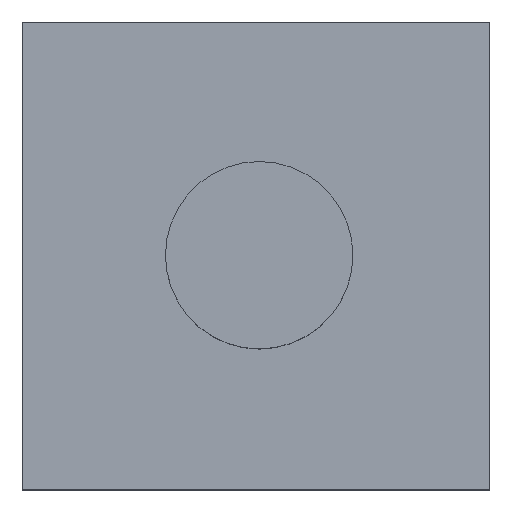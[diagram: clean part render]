
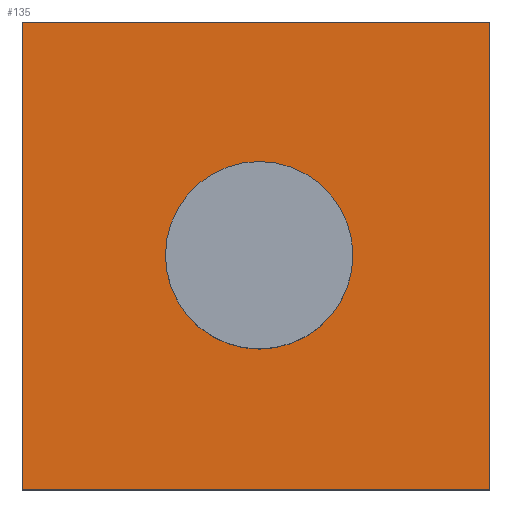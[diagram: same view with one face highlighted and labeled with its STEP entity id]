
A CAD part, top view. The second image highlights one B-rep face of the part: STEP entity #135.
In plain terms, the highlighted planar face has unit normal (0, 0, 1).
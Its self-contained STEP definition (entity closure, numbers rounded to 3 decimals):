
#68=ORIENTED_EDGE('',*,*,#92,.F.);
#69=ORIENTED_EDGE('',*,*,#82,.F.);
#70=ORIENTED_EDGE('',*,*,#91,.F.);
#71=ORIENTED_EDGE('',*,*,#88,.F.);
#72=ORIENTED_EDGE('',*,*,#85,.F.);
#82=EDGE_CURVE('',#96,#97,#153,.T.);
#85=EDGE_CURVE('',#97,#99,#156,.T.);
#88=EDGE_CURVE('',#99,#101,#159,.T.);
#91=EDGE_CURVE('',#101,#96,#162,.T.);
#92=EDGE_CURVE('',#102,#102,#211,.T.);
#96=VERTEX_POINT('',#312);
#97=VERTEX_POINT('',#314);
#99=VERTEX_POINT('',#320);
#101=VERTEX_POINT('',#326);
#102=VERTEX_POINT('',#333);
#108=EDGE_LOOP('',(#68));
#109=EDGE_LOOP('',(#69,#70,#71,#72));
#118=FACE_BOUND('',#108,.T.);
#119=FACE_BOUND('',#109,.T.);
#128=PLANE('',#223);
#135=ADVANCED_FACE('',(#118,#119),#128,.F.);
#153=LINE('',#313,#169);
#156=LINE('',#319,#172);
#159=LINE('',#325,#175);
#162=LINE('',#330,#178);
#169=VECTOR('',#257,1000.);
#172=VECTOR('',#262,1000.);
#175=VECTOR('',#267,1000.);
#178=VECTOR('',#272,1000.);
#211=CIRCLE('',#224,20.061);
#223=AXIS2_PLACEMENT_3D('',#331,#273,#274);
#224=AXIS2_PLACEMENT_3D('',#332,#275,#276);
#257=DIRECTION('',(0.,1.,0.));
#262=DIRECTION('',(1.,0.,0.));
#267=DIRECTION('',(0.,-1.,0.));
#272=DIRECTION('',(-1.,0.,0.));
#273=DIRECTION('',(0.,0.,-1.));
#274=DIRECTION('',(-1.,0.,0.));
#275=DIRECTION('',(0.,0.,1.));
#276=DIRECTION('',(0.,1.,0.));
#312=CARTESIAN_POINT('',(-50.,-50.,100.));
#313=CARTESIAN_POINT('',(-50.,-50.,100.));
#314=CARTESIAN_POINT('',(-50.,50.,100.));
#319=CARTESIAN_POINT('',(-50.,50.,100.));
#320=CARTESIAN_POINT('',(50.,50.,100.));
#325=CARTESIAN_POINT('',(50.,50.,100.));
#326=CARTESIAN_POINT('',(50.,-50.,100.));
#330=CARTESIAN_POINT('',(50.,-50.,100.));
#331=CARTESIAN_POINT('',(0.,0.,100.));
#332=CARTESIAN_POINT('',(0.681,0.044,100.));
#333=CARTESIAN_POINT('',(0.681,20.105,100.));
